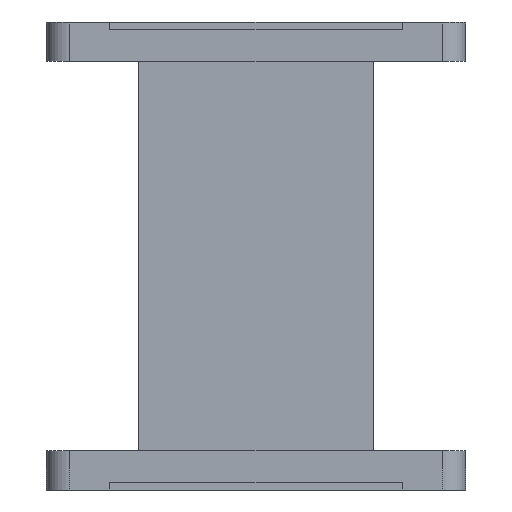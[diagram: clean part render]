
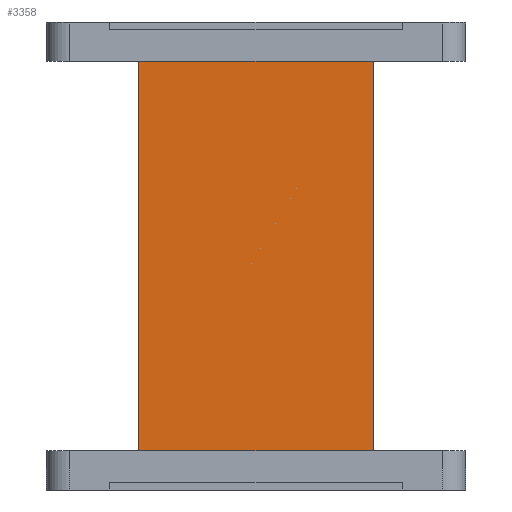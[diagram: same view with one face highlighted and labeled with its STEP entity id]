
A CAD part, front view. The second image highlights one B-rep face of the part: STEP entity #3358.
In plain terms, the highlighted planar face has unit normal (0, -1, 0).
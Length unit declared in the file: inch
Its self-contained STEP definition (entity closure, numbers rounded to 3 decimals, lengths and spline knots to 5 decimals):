
#135 = DIRECTION ( 'NONE',  ( -1., 0., 0. ) ) ;
#154 = VECTOR ( 'NONE', #3174, 39.37008 ) ;
#168 = VECTOR ( 'NONE', #3236, 39.37008 ) ;
#292 = CARTESIAN_POINT ( 'NONE',  ( 0., -0.375, 0.25 ) ) ;
#406 = PLANE ( 'NONE',  #816 ) ;
#707 = CARTESIAN_POINT ( 'NONE',  ( 0., -0.375, 2.75 ) ) ;
#816 = AXIS2_PLACEMENT_3D ( 'NONE', #1264, #3083, #2772 ) ;
#819 = CARTESIAN_POINT ( 'NONE',  ( 0.75, -0.375, 0.25 ) ) ;
#825 = CARTESIAN_POINT ( 'NONE',  ( 0.75, -0.375, 2.75 ) ) ;
#875 = DIRECTION ( 'NONE',  ( 0., 0., -1. ) ) ;
#993 = CARTESIAN_POINT ( 'NONE',  ( -0.75, -0.375, 2.75 ) ) ;
#1088 = LINE ( 'NONE', #3232, #2275 ) ;
#1137 = CARTESIAN_POINT ( 'NONE',  ( -0.75, -0.375, 0.25 ) ) ;
#1186 = LINE ( 'NONE', #292, #168 ) ;
#1264 = CARTESIAN_POINT ( 'NONE',  ( -0.75, -0.375, 3. ) ) ;
#1400 = VERTEX_POINT ( 'NONE', #993 ) ;
#1515 = ORIENTED_EDGE ( 'NONE', *, *, #3125, .F. ) ;
#1584 = LINE ( 'NONE', #707, #3159 ) ;
#1681 = CARTESIAN_POINT ( 'NONE',  ( 0.75, -0.375, 3. ) ) ;
#1873 = FACE_OUTER_BOUND ( 'NONE', #2957, .T. ) ;
#1974 = ORIENTED_EDGE ( 'NONE', *, *, #2529, .T. ) ;
#1996 = EDGE_CURVE ( 'NONE', #3567, #3679, #1186, .T. ) ;
#2006 = LINE ( 'NONE', #1681, #154 ) ;
#2052 = VERTEX_POINT ( 'NONE', #825 ) ;
#2089 = ORIENTED_EDGE ( 'NONE', *, *, #1996, .F. ) ;
#2275 = VECTOR ( 'NONE', #875, 39.37008 ) ;
#2529 = EDGE_CURVE ( 'NONE', #2052, #1400, #1584, .T. ) ;
#2772 = DIRECTION ( 'NONE',  ( 0., 0., 1. ) ) ;
#2957 = EDGE_LOOP ( 'NONE', ( #3620, #2089, #1515, #1974 ) ) ;
#3083 = DIRECTION ( 'NONE',  ( 0., 1., 0. ) ) ;
#3125 = EDGE_CURVE ( 'NONE', #2052, #3567, #2006, .T. ) ;
#3159 = VECTOR ( 'NONE', #135, 39.37008 ) ;
#3174 = DIRECTION ( 'NONE',  ( 0., 0., -1. ) ) ;
#3186 = EDGE_CURVE ( 'NONE', #1400, #3679, #1088, .T. ) ;
#3232 = CARTESIAN_POINT ( 'NONE',  ( -0.75, -0.375, 3. ) ) ;
#3236 = DIRECTION ( 'NONE',  ( -1., 0., 0. ) ) ;
#3358 = ADVANCED_FACE ( 'NONE', ( #1873 ), #406, .F. ) ;
#3567 = VERTEX_POINT ( 'NONE', #819 ) ;
#3620 = ORIENTED_EDGE ( 'NONE', *, *, #3186, .T. ) ;
#3679 = VERTEX_POINT ( 'NONE', #1137 ) ;
